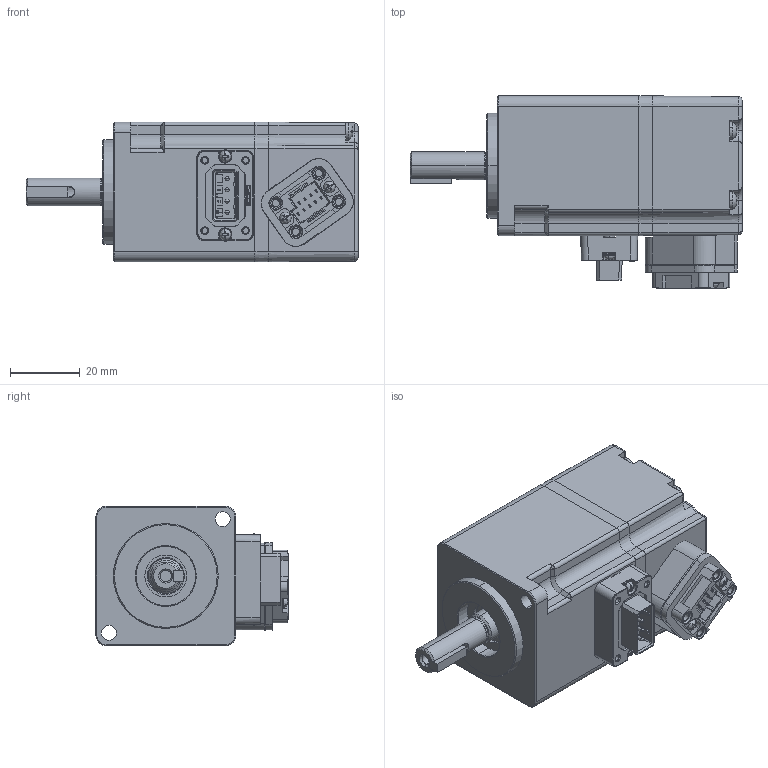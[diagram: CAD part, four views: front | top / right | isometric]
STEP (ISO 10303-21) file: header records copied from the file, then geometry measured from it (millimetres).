
FILE_DESCRIPTION (( 'STEP AP203' ), '1' );
FILE_NAME ('4611170005684.A0.STEP', '2023-08-18T03:19:35', ( '' ), ( '' ), 'SwSTEP 2.0', 'SolidWorks 2015', '' );
FILE_SCHEMA (( 'CONFIG_CONTROL_DESIGN' ));
Length unit declared in the file: millimetre
Products named in the file (1): 4611170005684.A0
Bounding box: 95 x 55 x 40 mm (x, y, z)
Surface area: 19390.5 mm2 (no closed solid volume)
Topology: 0 solids, 47 shells, 660 faces, 2506 edges, 1836 vertices
Faces by surface type: plane 368, cylinder 176, cone 65, bspline 31, torus 12, sphere 8
Entity records: 28795 total; most frequent: CARTESIAN_POINT 8671, DIRECTION 3945, ORIENTED_EDGE 3838, EDGE_CURVE 2481, VERTEX_POINT 1832, VECTOR 1529, LINE 1529, AXIS2_PLACEMENT_3D 1208
